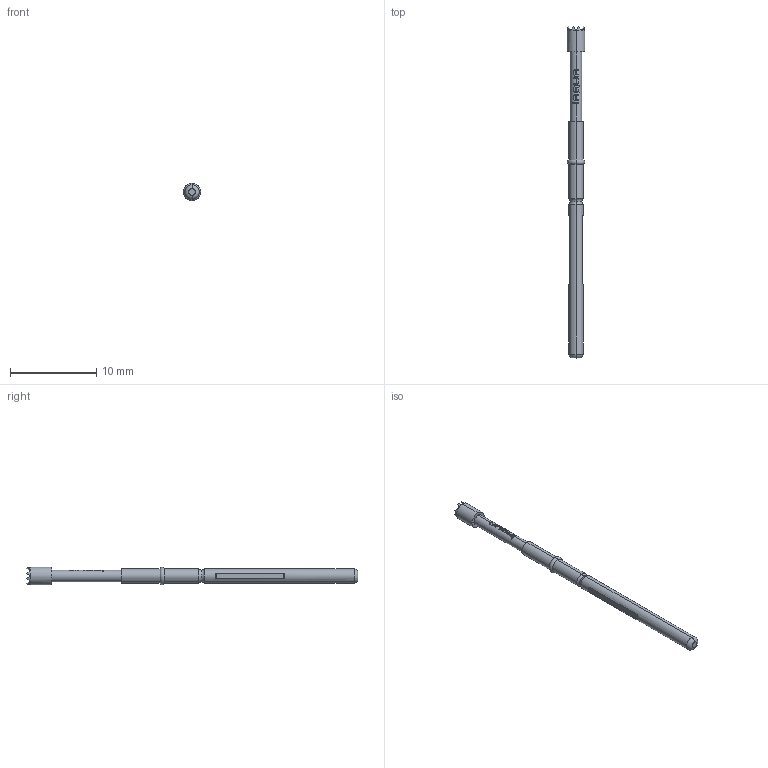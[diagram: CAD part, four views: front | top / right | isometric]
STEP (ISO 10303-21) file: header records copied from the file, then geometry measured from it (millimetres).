
FILE_DESCRIPTION (( 'STEP AP203' ), '1' );
FILE_NAME ('INGUN_HMS-422_306_200_A.STEP', '2022-02-03T08:03:09', ( 'ochi' ), ( '' ), 'SwSTEP 2.0', 'SolidWorks 2018', '' );
FILE_SCHEMA (( 'CONFIG_CONTROL_DESIGN' ));
Length unit declared in the file: millimetre
Products named in the file (1): INGUN_HMS-422_306_200_A
Bounding box: 2 x 38.4 x 2 mm (x, y, z)
Volume: 77.1 mm3; surface area: 203 mm2
Topology: 1 solids, 1 shells, 167 faces, 409 edges, 249 vertices
Faces by surface type: plane 101, cylinder 24, bspline 22, cone 12, torus 8
Entity records: 5234 total; most frequent: CARTESIAN_POINT 1582, ORIENTED_EDGE 818, DIRECTION 655, EDGE_CURVE 409, VERTEX_POINT 249, AXIS2_PLACEMENT_3D 246, EDGE_LOOP 172, ADVANCED_FACE 167
